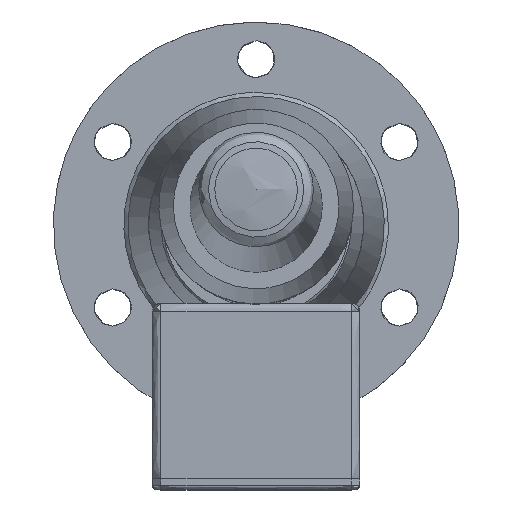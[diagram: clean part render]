
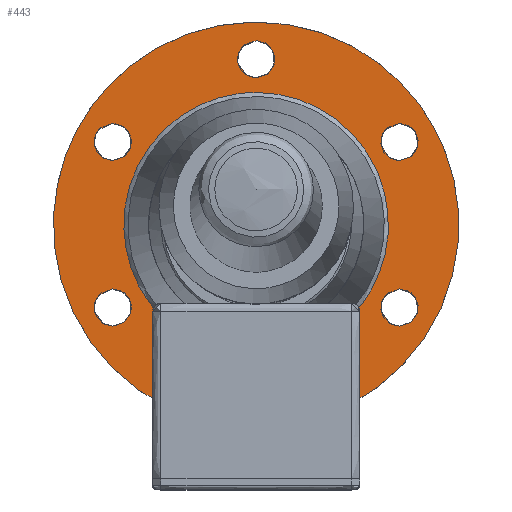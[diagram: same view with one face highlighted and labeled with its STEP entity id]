
A CAD part, top view. The second image highlights one B-rep face of the part: STEP entity #443.
In plain terms, the highlighted free-form (B-spline) face has degree [1, 1] with [2, 2] control points.
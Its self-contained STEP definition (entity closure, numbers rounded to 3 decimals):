
#410 = EDGE_CURVE('',#411,#411,#413,.T.);
#411 = VERTEX_POINT('',#412);
#412 = CARTESIAN_POINT('',(0.,-72.916,-254.464));
#413 = ( BOUNDED_CURVE() B_SPLINE_CURVE(2,(#414,#415,#416,#417,#418,#419
,#420),.UNSPECIFIED.,.T.,.F.) B_SPLINE_CURVE_WITH_KNOTS((1,2,2,2,2,1),(
    -2.094,0.,2.094,4.189,6.283,
8.378),.UNSPECIFIED.) CURVE() GEOMETRIC_REPRESENTATION_ITEM() 
RATIONAL_B_SPLINE_CURVE((1.,0.5,1.,0.5,1.,0.5,1.)) REPRESENTATION_ITEM(
  '') );
#414 = CARTESIAN_POINT('',(0.,-72.916,-254.464));
#415 = CARTESIAN_POINT('',(126.295,-72.916,
    -254.464));
#416 = CARTESIAN_POINT('',(63.148,36.458,
    -254.464));
#417 = CARTESIAN_POINT('',(0.,145.833,
    -254.464));
#418 = CARTESIAN_POINT('',(-63.148,36.458,
    -254.464));
#419 = CARTESIAN_POINT('',(-126.295,-72.916,
    -254.464));
#420 = CARTESIAN_POINT('',(0.,-72.916,-254.464));
#443 = ADVANCED_FACE('',(#444,#458,#472,#486,#500,#514,#528,#542),#545,
  .F.);
#444 = FACE_BOUND('',#445,.T.);
#445 = EDGE_LOOP('',(#446));
#446 = ORIENTED_EDGE('',*,*,#447,.T.);
#447 = EDGE_CURVE('',#448,#448,#450,.T.);
#448 = VERTEX_POINT('',#449);
#449 = CARTESIAN_POINT('',(51.549,36.458,
    -254.464));
#450 = ( BOUNDED_CURVE() B_SPLINE_CURVE(2,(#451,#452,#453,#454,#455,#456
,#457),.UNSPECIFIED.,.T.,.F.) B_SPLINE_CURVE_WITH_KNOTS((1,2,2,2,2,1),(
    -2.094,0.,2.094,4.189,6.283,
8.378),.UNSPECIFIED.) CURVE() GEOMETRIC_REPRESENTATION_ITEM() 
RATIONAL_B_SPLINE_CURVE((1.,0.5,1.,0.5,1.,0.5,1.)) REPRESENTATION_ITEM(
  '') );
#451 = CARTESIAN_POINT('',(51.549,36.458,
    -254.464));
#452 = CARTESIAN_POINT('',(63.148,36.458,
    -254.464));
#453 = CARTESIAN_POINT('',(57.348,26.414,
    -254.464));
#454 = CARTESIAN_POINT('',(51.549,16.369,
    -254.464));
#455 = CARTESIAN_POINT('',(45.75,26.414,
    -254.464));
#456 = CARTESIAN_POINT('',(39.95,36.458,
    -254.464));
#457 = CARTESIAN_POINT('',(51.549,36.458,
    -254.464));
#458 = FACE_BOUND('',#459,.T.);
#459 = EDGE_LOOP('',(#460));
#460 = ORIENTED_EDGE('',*,*,#461,.T.);
#461 = EDGE_CURVE('',#462,#462,#464,.T.);
#462 = VERTEX_POINT('',#463);
#463 = CARTESIAN_POINT('',(51.549,-23.065,
    -254.464));
#464 = ( BOUNDED_CURVE() B_SPLINE_CURVE(2,(#465,#466,#467,#468,#469,#470
,#471),.UNSPECIFIED.,.T.,.F.) B_SPLINE_CURVE_WITH_KNOTS((1,2,2,2,2,1),(
    -2.094,0.,2.094,4.189,6.283,
8.378),.UNSPECIFIED.) CURVE() GEOMETRIC_REPRESENTATION_ITEM() 
RATIONAL_B_SPLINE_CURVE((1.,0.5,1.,0.5,1.,0.5,1.)) REPRESENTATION_ITEM(
  '') );
#465 = CARTESIAN_POINT('',(51.549,-23.065,
    -254.464));
#466 = CARTESIAN_POINT('',(63.148,-23.065,
    -254.464));
#467 = CARTESIAN_POINT('',(57.348,-33.11,
    -254.464));
#468 = CARTESIAN_POINT('',(51.549,-43.155,
    -254.464));
#469 = CARTESIAN_POINT('',(45.75,-33.11,
    -254.464));
#470 = CARTESIAN_POINT('',(39.95,-23.065,
    -254.464));
#471 = CARTESIAN_POINT('',(51.549,-23.065,
    -254.464));
#472 = FACE_BOUND('',#473,.T.);
#473 = EDGE_LOOP('',(#474));
#474 = ORIENTED_EDGE('',*,*,#475,.T.);
#475 = EDGE_CURVE('',#476,#476,#478,.T.);
#476 = VERTEX_POINT('',#477);
#477 = CARTESIAN_POINT('',(0.,-52.827,-254.464));
#478 = ( BOUNDED_CURVE() B_SPLINE_CURVE(2,(#479,#480,#481,#482,#483,#484
,#485),.UNSPECIFIED.,.T.,.F.) B_SPLINE_CURVE_WITH_KNOTS((1,2,2,2,2,1),(
    -2.094,0.,2.094,4.189,6.283,
8.378),.UNSPECIFIED.) CURVE() GEOMETRIC_REPRESENTATION_ITEM() 
RATIONAL_B_SPLINE_CURVE((1.,0.5,1.,0.5,1.,0.5,1.)) REPRESENTATION_ITEM(
  '') );
#479 = CARTESIAN_POINT('',(0.,-52.827,-254.464));
#480 = CARTESIAN_POINT('',(11.599,-52.827,
    -254.464));
#481 = CARTESIAN_POINT('',(5.799,-62.872,
    -254.464));
#482 = CARTESIAN_POINT('',(0.,-72.916,
    -254.464));
#483 = CARTESIAN_POINT('',(-5.799,-62.872,
    -254.464));
#484 = CARTESIAN_POINT('',(-11.599,-52.827,
    -254.464));
#485 = CARTESIAN_POINT('',(0.,-52.827,-254.464));
#486 = FACE_BOUND('',#487,.T.);
#487 = EDGE_LOOP('',(#488));
#488 = ORIENTED_EDGE('',*,*,#489,.T.);
#489 = EDGE_CURVE('',#490,#490,#492,.T.);
#490 = VERTEX_POINT('',#491);
#491 = CARTESIAN_POINT('',(-51.549,-23.065,
    -254.464));
#492 = ( BOUNDED_CURVE() B_SPLINE_CURVE(2,(#493,#494,#495,#496,#497,#498
,#499),.UNSPECIFIED.,.T.,.F.) B_SPLINE_CURVE_WITH_KNOTS((1,2,2,2,2,1),(
    -2.094,0.,2.094,4.189,6.283,
8.378),.UNSPECIFIED.) CURVE() GEOMETRIC_REPRESENTATION_ITEM() 
RATIONAL_B_SPLINE_CURVE((1.,0.5,1.,0.5,1.,0.5,1.)) REPRESENTATION_ITEM(
  '') );
#493 = CARTESIAN_POINT('',(-51.549,-23.065,
    -254.464));
#494 = CARTESIAN_POINT('',(-39.95,-23.065,
    -254.464));
#495 = CARTESIAN_POINT('',(-45.75,-33.11,
    -254.464));
#496 = CARTESIAN_POINT('',(-51.549,-43.155,
    -254.464));
#497 = CARTESIAN_POINT('',(-57.348,-33.11,
    -254.464));
#498 = CARTESIAN_POINT('',(-63.148,-23.065,
    -254.464));
#499 = CARTESIAN_POINT('',(-51.549,-23.065,
    -254.464));
#500 = FACE_BOUND('',#501,.T.);
#501 = EDGE_LOOP('',(#502));
#502 = ORIENTED_EDGE('',*,*,#503,.T.);
#503 = EDGE_CURVE('',#504,#504,#506,.T.);
#504 = VERTEX_POINT('',#505);
#505 = CARTESIAN_POINT('',(-51.549,36.458,
    -254.464));
#506 = ( BOUNDED_CURVE() B_SPLINE_CURVE(2,(#507,#508,#509,#510,#511,#512
,#513),.UNSPECIFIED.,.T.,.F.) B_SPLINE_CURVE_WITH_KNOTS((1,2,2,2,2,1),(
    -2.094,0.,2.094,4.189,6.283,
8.378),.UNSPECIFIED.) CURVE() GEOMETRIC_REPRESENTATION_ITEM() 
RATIONAL_B_SPLINE_CURVE((1.,0.5,1.,0.5,1.,0.5,1.)) REPRESENTATION_ITEM(
  '') );
#507 = CARTESIAN_POINT('',(-51.549,36.458,
    -254.464));
#508 = CARTESIAN_POINT('',(-39.95,36.458,
    -254.464));
#509 = CARTESIAN_POINT('',(-45.75,26.414,
    -254.464));
#510 = CARTESIAN_POINT('',(-51.549,16.369,
    -254.464));
#511 = CARTESIAN_POINT('',(-57.348,26.414,
    -254.464));
#512 = CARTESIAN_POINT('',(-63.148,36.458,
    -254.464));
#513 = CARTESIAN_POINT('',(-51.549,36.458,
    -254.464));
#514 = FACE_BOUND('',#515,.T.);
#515 = EDGE_LOOP('',(#516));
#516 = ORIENTED_EDGE('',*,*,#517,.T.);
#517 = EDGE_CURVE('',#518,#518,#520,.T.);
#518 = VERTEX_POINT('',#519);
#519 = CARTESIAN_POINT('',(0.,66.22,-254.464));
#520 = ( BOUNDED_CURVE() B_SPLINE_CURVE(2,(#521,#522,#523,#524,#525,#526
,#527),.UNSPECIFIED.,.T.,.F.) B_SPLINE_CURVE_WITH_KNOTS((1,2,2,2,2,1),(
    -2.094,0.,2.094,4.189,6.283,
8.378),.UNSPECIFIED.) CURVE() GEOMETRIC_REPRESENTATION_ITEM() 
RATIONAL_B_SPLINE_CURVE((1.,0.5,1.,0.5,1.,0.5,1.)) REPRESENTATION_ITEM(
  '') );
#521 = CARTESIAN_POINT('',(0.,66.22,-254.464));
#522 = CARTESIAN_POINT('',(11.599,66.22,
    -254.464));
#523 = CARTESIAN_POINT('',(5.799,56.175,
    -254.464));
#524 = CARTESIAN_POINT('',(0.,46.131,
    -254.464));
#525 = CARTESIAN_POINT('',(-5.799,56.175,
    -254.464));
#526 = CARTESIAN_POINT('',(-11.599,66.22,
    -254.464));
#527 = CARTESIAN_POINT('',(0.,66.22,-254.464));
#528 = FACE_BOUND('',#529,.T.);
#529 = EDGE_LOOP('',(#530));
#530 = ORIENTED_EDGE('',*,*,#531,.T.);
#531 = EDGE_CURVE('',#532,#532,#534,.T.);
#532 = VERTEX_POINT('',#533);
#533 = CARTESIAN_POINT('',(0.,47.57,-254.464));
#534 = ( BOUNDED_CURVE() B_SPLINE_CURVE(2,(#535,#536,#537,#538,#539,#540
,#541),.UNSPECIFIED.,.T.,.F.) B_SPLINE_CURVE_WITH_KNOTS((1,2,2,2,2,1),(
    -2.094,0.,2.094,4.189,6.283,
8.378),.UNSPECIFIED.) CURVE() GEOMETRIC_REPRESENTATION_ITEM() 
RATIONAL_B_SPLINE_CURVE((1.,0.5,1.,0.5,1.,0.5,1.)) REPRESENTATION_ITEM(
  '') );
#535 = CARTESIAN_POINT('',(0.,47.57,-254.464));
#536 = CARTESIAN_POINT('',(82.394,47.57,
    -254.464));
#537 = CARTESIAN_POINT('',(41.197,-23.785,
    -254.464));
#538 = CARTESIAN_POINT('',(0.,-95.141,
    -254.464));
#539 = CARTESIAN_POINT('',(-41.197,-23.785,
    -254.464));
#540 = CARTESIAN_POINT('',(-82.394,47.57,
    -254.464));
#541 = CARTESIAN_POINT('',(0.,47.57,-254.464));
#542 = FACE_BOUND('',#543,.T.);
#543 = EDGE_LOOP('',(#544));
#544 = ORIENTED_EDGE('',*,*,#410,.T.);
#545 = B_SPLINE_SURFACE_WITH_KNOTS('',1,1,(
    (#546,#547)
    ,(#548,#549
    )),.UNSPECIFIED.,.F.,.F.,.F.,(2,2),(2,2),(-98.,0.),(
    -49.,49.),.PIECEWISE_BEZIER_KNOTS.);
#546 = CARTESIAN_POINT('',(-72.916,-72.916,
    -254.464));
#547 = CARTESIAN_POINT('',(72.916,-72.916,
    -254.464));
#548 = CARTESIAN_POINT('',(-72.916,72.916,
    -254.464));
#549 = CARTESIAN_POINT('',(72.916,72.916,
    -254.464));
